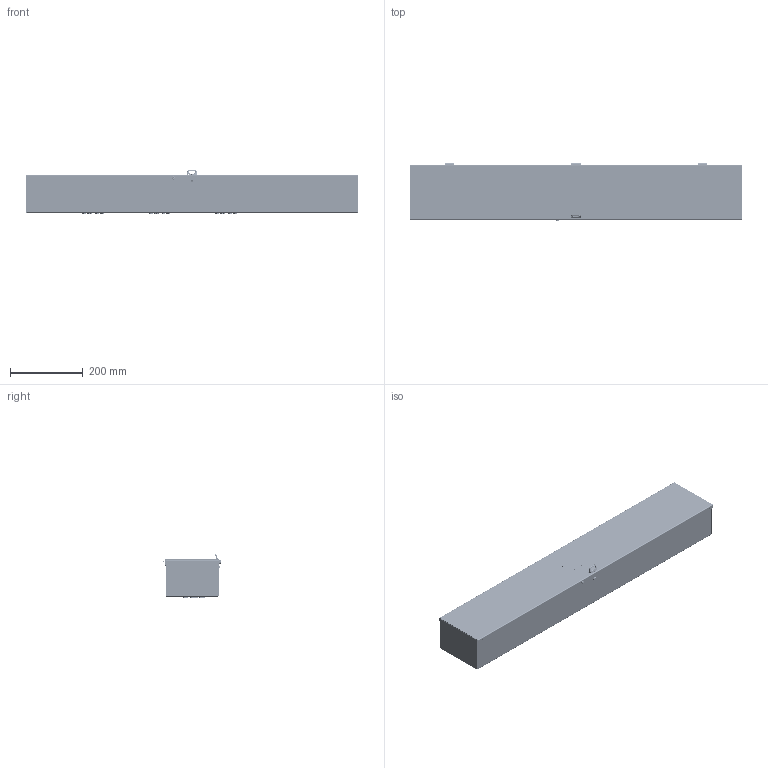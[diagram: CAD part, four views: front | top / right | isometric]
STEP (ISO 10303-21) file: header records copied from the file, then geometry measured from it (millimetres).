
FILE_DESCRIPTION(/* description */ ('1100T 5.75" x 36" x 3.985" Assembly'),/* implementation_level */ '2;1');
FILE_NAME(/* name */ '1100T3103.stp',/* time_stamp */ '2025-05-20T22:50:26-04:00',/* author */ ('BoxCad'),/* organization */ (''),/* preprocessor_version */ 'ST-DEVELOPER v20',/* originating_system */ 'Autodesk Inventor 2024',/* authorisation */ '');
FILE_SCHEMA (('AUTOMOTIVE_DESIGN { 1 0 10303 214 3 1 1 }'));
Products named in the file (22): 1100T3103; 1100T3103B; 1100T3103B-P; STK-A-881BRC125-1; STK-A-881BRC125-2; STK-A-881BRC125-3; STK-Q-55100; STK-Q-55100-A; STK-Q-55100-B; STK-Q-55100-C; STK-Q-67210; 1100T3103AK; STK-Q-67600; STK-Q-05021; STK-Q-05020; 1100T3103C; 1100T3103C-P; STK-Q-33361; STK-S-00100; STK-S-00250; STK-P-02400S; STK-Q-77450
Assembly tree (37 placements, depth 4):
  1100T3103
    1100T3103B
      1100T3103B-P
      STK-S-00100
      STK-P-02400S
    STK-A-881BRC125-1
      STK-Q-55100
        STK-Q-55100-A
        STK-Q-55100-B
        STK-Q-55100-C  x6
      STK-Q-67210
    STK-A-881BRC125-2
      STK-Q-55100
        STK-Q-55100-A
        STK-Q-55100-B
        STK-Q-55100-C  x6
      STK-Q-67210
    STK-A-881BRC125-3
      STK-Q-55100
        STK-Q-55100-A
        STK-Q-55100-B
        STK-Q-55100-C  x6
      STK-Q-67210
    1100T3103AK
      STK-Q-67600  x4
      STK-Q-05021
      STK-Q-05020
    1100T3103C
      1100T3103C-P
      STK-Q-33361  x3
      STK-S-00100
      STK-S-00250
      STK-P-02400S
    STK-Q-77450
Bounding box: 914.4 x 160.18 x 123.67 mm (x, y, z)
Volume: 865766.6 mm3; surface area: 1168684.6 mm2
Topology: 42 solids, 42 shells, 10307 faces, 26495 edges, 16083 vertices
Faces by surface type: plane 3774, cylinder 3360, bspline 1963, torus 768, sphere 355, cone 87
Full cylindrical faces by diameter (mm): 3.175 x1, 4.496 x5, 5.156 x7, 5.537 x18, 6 x6, 6.248 x180, 6.35 x1, 7.137 x22, 7.366 x1, 7.9 x4, 8.636 x6, 9.398 x24, 9.5 x2, 25.1 x4
Entity records: 161171 total; most frequent: CARTESIAN_POINT 58213, ORIENTED_EDGE 22224, DIRECTION 19747, EDGE_CURVE 11112, VERTEX_POINT 6983, LINE 6613, VECTOR 6613, AXIS2_PLACEMENT_3D 6567
